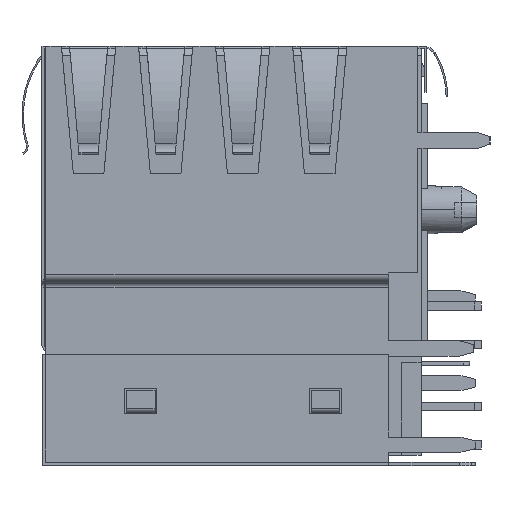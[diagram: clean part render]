
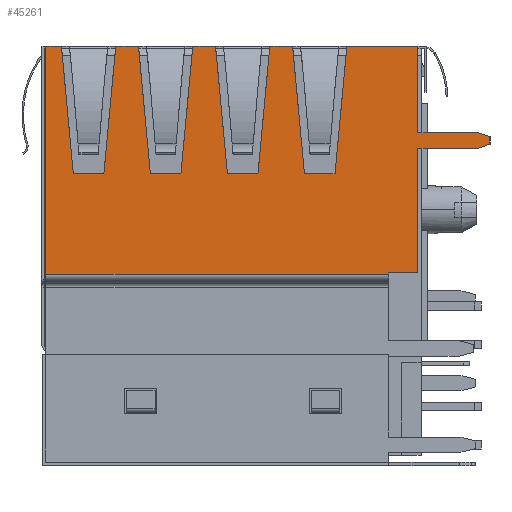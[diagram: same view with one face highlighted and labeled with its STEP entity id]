
A CAD part, left-side view. The second image highlights one B-rep face of the part: STEP entity #45261.
In plain terms, the highlighted planar face has unit normal (-1, 0, 0).
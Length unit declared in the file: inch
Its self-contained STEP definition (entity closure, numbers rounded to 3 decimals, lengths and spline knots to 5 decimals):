
#297=DIRECTION('',(0.,0.,-1.));
#298=VECTOR('',#297,0.005);
#299=CARTESIAN_POINT('',(-1.165,-0.404,-0.0525));
#300=LINE('',#299,#298);
#1688=DIRECTION('',(0.,-1.,0.));
#1689=VECTOR('',#1688,0.1845);
#1690=CARTESIAN_POINT('',(-1.165,-0.2955,0.5345));
#1691=LINE('',#1690,#1689);
#1712=DIRECTION('',(0.,-1.,0.));
#1713=VECTOR('',#1712,0.059);
#1714=CARTESIAN_POINT('',(-1.165,-0.0955,0.5345));
#1715=LINE('',#1714,#1713);
#1736=DIRECTION('',(0.,-1.,0.));
#1737=VECTOR('',#1736,0.059);
#1738=CARTESIAN_POINT('',(-1.165,0.1045,0.5345));
#1739=LINE('',#1738,#1737);
#1760=DIRECTION('',(0.,-1.,0.));
#1761=VECTOR('',#1760,0.059);
#1762=CARTESIAN_POINT('',(-1.165,0.3045,0.5345));
#1763=LINE('',#1762,#1761);
#1784=DIRECTION('',(0.,-1.,0.));
#1785=VECTOR('',#1784,0.0405);
#1786=CARTESIAN_POINT('',(-1.165,0.486,0.5345));
#1787=LINE('',#1786,#1785);
#13104=DIRECTION('',(0.,0.,1.));
#13105=VECTOR('',#13104,0.322);
#13106=CARTESIAN_POINT('',(-1.165,-0.48,-0.0525));
#13107=LINE('',#13106,#13105);
#13120=DIRECTION('',(0.,0.,1.));
#13121=VECTOR('',#13120,0.225);
#13122=CARTESIAN_POINT('',(-1.165,-0.48,0.3095));
#13123=LINE('',#13122,#13121);
#13204=DIRECTION('',(0.,-1.,0.));
#13205=VECTOR('',#13204,0.157);
#13206=CARTESIAN_POINT('',(-1.165,-0.48,0.2695));
#13207=LINE('',#13206,#13205);
#13220=DIRECTION('',(0.,0.,1.));
#13221=VECTOR('',#13220,0.592);
#13222=CARTESIAN_POINT('',(-1.165,0.486,-0.0575));
#13223=LINE('',#13222,#13221);
#13224=DIRECTION('',(0.,-0.092,-0.996));
#13225=VECTOR('',#13224,0.33343);
#13226=CARTESIAN_POINT('',(-1.165,0.4455,0.5345));
#13227=LINE('',#13226,#13225);
#13228=DIRECTION('',(0.,-1.,0.));
#13229=VECTOR('',#13228,0.0794);
#13230=CARTESIAN_POINT('',(-1.165,0.4147,0.2025));
#13231=LINE('',#13230,#13229);
#13232=DIRECTION('',(0.,-0.092,0.996));
#13233=VECTOR('',#13232,0.33343);
#13234=CARTESIAN_POINT('',(-1.165,0.3353,0.2025));
#13235=LINE('',#13234,#13233);
#13236=DIRECTION('',(0.,-0.092,-0.996));
#13237=VECTOR('',#13236,0.33343);
#13238=CARTESIAN_POINT('',(-1.165,0.2455,0.5345));
#13239=LINE('',#13238,#13237);
#13240=DIRECTION('',(0.,-1.,0.));
#13241=VECTOR('',#13240,0.0794);
#13242=CARTESIAN_POINT('',(-1.165,0.2147,0.2025));
#13243=LINE('',#13242,#13241);
#13244=DIRECTION('',(0.,-0.092,0.996));
#13245=VECTOR('',#13244,0.33343);
#13246=CARTESIAN_POINT('',(-1.165,0.1353,0.2025));
#13247=LINE('',#13246,#13245);
#13248=DIRECTION('',(0.,-0.092,-0.996));
#13249=VECTOR('',#13248,0.33343);
#13250=CARTESIAN_POINT('',(-1.165,0.0455,0.5345));
#13251=LINE('',#13250,#13249);
#13252=DIRECTION('',(0.,-1.,0.));
#13253=VECTOR('',#13252,0.0794);
#13254=CARTESIAN_POINT('',(-1.165,0.0147,0.2025));
#13255=LINE('',#13254,#13253);
#13256=DIRECTION('',(0.,-0.092,0.996));
#13257=VECTOR('',#13256,0.33343);
#13258=CARTESIAN_POINT('',(-1.165,-0.0647,0.2025));
#13259=LINE('',#13258,#13257);
#13260=DIRECTION('',(0.,-0.092,-0.996));
#13261=VECTOR('',#13260,0.33343);
#13262=CARTESIAN_POINT('',(-1.165,-0.1545,0.5345));
#13263=LINE('',#13262,#13261);
#13264=DIRECTION('',(0.,-1.,0.));
#13265=VECTOR('',#13264,0.0794);
#13266=CARTESIAN_POINT('',(-1.165,-0.1853,0.2025));
#13267=LINE('',#13266,#13265);
#13268=DIRECTION('',(0.,-0.092,0.996));
#13269=VECTOR('',#13268,0.33343);
#13270=CARTESIAN_POINT('',(-1.165,-0.2647,0.2025));
#13271=LINE('',#13270,#13269);
#13276=DIRECTION('',(0.,-1.,0.));
#13277=VECTOR('',#13276,0.157);
#13278=CARTESIAN_POINT('',(-1.165,-0.48,0.3095));
#13279=LINE('',#13278,#13277);
#13352=DIRECTION('',(0.,-0.949,0.316));
#13353=VECTOR('',#13352,0.03162);
#13354=CARTESIAN_POINT('',(-1.165,-0.637,0.2695));
#13355=LINE('',#13354,#13353);
#13364=DIRECTION('',(0.,0.,1.));
#13365=VECTOR('',#13364,0.02);
#13366=CARTESIAN_POINT('',(-1.165,-0.667,0.2795));
#13367=LINE('',#13366,#13365);
#13380=DIRECTION('',(0.,-0.949,-0.316));
#13381=VECTOR('',#13380,0.03162);
#13382=CARTESIAN_POINT('',(-1.165,-0.637,0.3095));
#13383=LINE('',#13382,#13381);
#14024=DIRECTION('',(0.,-1.,0.));
#14025=VECTOR('',#14024,0.89);
#14026=CARTESIAN_POINT('',(-1.165,0.486,-0.0575));
#14027=LINE('',#14026,#14025);
#14900=DIRECTION('',(0.,1.,0.));
#14901=VECTOR('',#14900,0.076);
#14902=CARTESIAN_POINT('',(-1.165,-0.48,-0.0525));
#14903=LINE('',#14902,#14901);
#21825=CARTESIAN_POINT('',(-1.165,-0.48,-0.0525));
#21827=VERTEX_POINT('',#21825);
#21898=CARTESIAN_POINT('',(-1.165,0.4455,0.5345));
#21900=VERTEX_POINT('',#21898);
#21902=CARTESIAN_POINT('',(-1.165,0.3045,0.5345));
#21904=VERTEX_POINT('',#21902);
#21906=CARTESIAN_POINT('',(-1.165,0.4147,0.2025));
#21907=VERTEX_POINT('',#21906);
#21908=CARTESIAN_POINT('',(-1.165,0.3353,0.2025));
#21909=VERTEX_POINT('',#21908);
#21922=CARTESIAN_POINT('',(-1.165,0.2455,0.5345));
#21924=VERTEX_POINT('',#21922);
#21926=CARTESIAN_POINT('',(-1.165,0.1045,0.5345));
#21928=VERTEX_POINT('',#21926);
#21930=CARTESIAN_POINT('',(-1.165,0.2147,0.2025));
#21931=VERTEX_POINT('',#21930);
#21932=CARTESIAN_POINT('',(-1.165,0.1353,0.2025));
#21933=VERTEX_POINT('',#21932);
#22022=CARTESIAN_POINT('',(-1.165,-0.48,0.2695));
#22024=VERTEX_POINT('',#22022);
#22030=CARTESIAN_POINT('',(-1.165,-0.48,0.3095));
#22032=VERTEX_POINT('',#22030);
#22038=CARTESIAN_POINT('',(-1.165,-0.637,0.3095));
#22040=VERTEX_POINT('',#22038);
#22042=CARTESIAN_POINT('',(-1.165,-0.667,0.2995));
#22044=VERTEX_POINT('',#22042);
#22046=CARTESIAN_POINT('',(-1.165,-0.637,0.2695));
#22048=VERTEX_POINT('',#22046);
#22050=CARTESIAN_POINT('',(-1.165,-0.667,0.2795));
#22052=VERTEX_POINT('',#22050);
#22308=CARTESIAN_POINT('',(-1.165,-0.48,0.5345));
#22309=VERTEX_POINT('',#22308);
#23352=CARTESIAN_POINT('',(-1.165,0.0455,0.5345));
#23354=VERTEX_POINT('',#23352);
#23356=CARTESIAN_POINT('',(-1.165,-0.0955,0.5345));
#23358=VERTEX_POINT('',#23356);
#23360=CARTESIAN_POINT('',(-1.165,0.0147,0.2025));
#23361=VERTEX_POINT('',#23360);
#23362=CARTESIAN_POINT('',(-1.165,-0.0647,0.2025));
#23363=VERTEX_POINT('',#23362);
#23376=CARTESIAN_POINT('',(-1.165,-0.1545,0.5345));
#23378=VERTEX_POINT('',#23376);
#23380=CARTESIAN_POINT('',(-1.165,-0.2955,0.5345));
#23382=VERTEX_POINT('',#23380);
#23384=CARTESIAN_POINT('',(-1.165,-0.1853,0.2025));
#23385=VERTEX_POINT('',#23384);
#23386=CARTESIAN_POINT('',(-1.165,-0.2647,0.2025));
#23387=VERTEX_POINT('',#23386);
#23408=CARTESIAN_POINT('',(-1.165,-0.404,-0.0575));
#23410=VERTEX_POINT('',#23408);
#23429=CARTESIAN_POINT('',(-1.165,-0.404,-0.0525));
#23431=VERTEX_POINT('',#23429);
#23450=CARTESIAN_POINT('',(-1.165,0.486,0.5345));
#23452=VERTEX_POINT('',#23450);
#23462=CARTESIAN_POINT('',(-1.165,0.486,-0.0575));
#23463=VERTEX_POINT('',#23462);
#45207=CARTESIAN_POINT('',(-1.165,0.496,0.5275));
#45208=DIRECTION('',(-1.,0.,0.));
#45209=DIRECTION('',(0.,-1.,0.));
#45210=AXIS2_PLACEMENT_3D('',#45207,#45208,#45209);
#45211=PLANE('',#45210);
#45212=ORIENTED_EDGE('',*,*,#45087,.F.);
#45214=ORIENTED_EDGE('',*,*,#45213,.T.);
#45216=ORIENTED_EDGE('',*,*,#45215,.T.);
#45218=ORIENTED_EDGE('',*,*,#45217,.F.);
#45220=ORIENTED_EDGE('',*,*,#45219,.F.);
#45221=ORIENTED_EDGE('',*,*,#45183,.F.);
#45222=ORIENTED_EDGE('',*,*,#45059,.F.);
#45224=ORIENTED_EDGE('',*,*,#45223,.T.);
#45225=ORIENTED_EDGE('',*,*,#28107,.T.);
#45227=ORIENTED_EDGE('',*,*,#45226,.F.);
#45229=ORIENTED_EDGE('',*,*,#45228,.T.);
#45230=ORIENTED_EDGE('',*,*,#29191,.T.);
#45232=ORIENTED_EDGE('',*,*,#45231,.T.);
#45234=ORIENTED_EDGE('',*,*,#45233,.T.);
#45236=ORIENTED_EDGE('',*,*,#45235,.T.);
#45237=ORIENTED_EDGE('',*,*,#29179,.T.);
#45239=ORIENTED_EDGE('',*,*,#45238,.T.);
#45241=ORIENTED_EDGE('',*,*,#45240,.T.);
#45243=ORIENTED_EDGE('',*,*,#45242,.T.);
#45244=ORIENTED_EDGE('',*,*,#29167,.T.);
#45246=ORIENTED_EDGE('',*,*,#45245,.T.);
#45248=ORIENTED_EDGE('',*,*,#45247,.T.);
#45250=ORIENTED_EDGE('',*,*,#45249,.T.);
#45251=ORIENTED_EDGE('',*,*,#29155,.T.);
#45253=ORIENTED_EDGE('',*,*,#45252,.T.);
#45255=ORIENTED_EDGE('',*,*,#45254,.T.);
#45257=ORIENTED_EDGE('',*,*,#45256,.T.);
#45258=ORIENTED_EDGE('',*,*,#29143,.T.);
#45259=EDGE_LOOP('',(#45212,#45214,#45216,#45218,#45220,#45221,#45222,#45224,
#45225,#45227,#45229,#45230,#45232,#45234,#45236,#45237,#45239,#45241,#45243,
#45244,#45246,#45248,#45250,#45251,#45253,#45255,#45257,#45258));
#45260=FACE_OUTER_BOUND('',#45259,.F.);
#45261=ADVANCED_FACE('',(#45260),#45211,.T.);
#28107=EDGE_CURVE('',#23431,#23410,#300,.T.);
#29143=EDGE_CURVE('',#23382,#22309,#1691,.T.);
#29155=EDGE_CURVE('',#23358,#23378,#1715,.T.);
#29167=EDGE_CURVE('',#21928,#23354,#1739,.T.);
#29179=EDGE_CURVE('',#21904,#21924,#1763,.T.);
#29191=EDGE_CURVE('',#23452,#21900,#1787,.T.);
#45059=EDGE_CURVE('',#21827,#22024,#13107,.T.);
#45087=EDGE_CURVE('',#22032,#22309,#13123,.T.);
#45183=EDGE_CURVE('',#22024,#22048,#13207,.T.);
#45213=EDGE_CURVE('',#22032,#22040,#13279,.T.);
#45215=EDGE_CURVE('',#22040,#22044,#13383,.T.);
#45217=EDGE_CURVE('',#22052,#22044,#13367,.T.);
#45219=EDGE_CURVE('',#22048,#22052,#13355,.T.);
#45223=EDGE_CURVE('',#21827,#23431,#14903,.T.);
#45226=EDGE_CURVE('',#23463,#23410,#14027,.T.);
#45228=EDGE_CURVE('',#23463,#23452,#13223,.T.);
#45231=EDGE_CURVE('',#21900,#21907,#13227,.T.);
#45233=EDGE_CURVE('',#21907,#21909,#13231,.T.);
#45235=EDGE_CURVE('',#21909,#21904,#13235,.T.);
#45238=EDGE_CURVE('',#21924,#21931,#13239,.T.);
#45240=EDGE_CURVE('',#21931,#21933,#13243,.T.);
#45242=EDGE_CURVE('',#21933,#21928,#13247,.T.);
#45245=EDGE_CURVE('',#23354,#23361,#13251,.T.);
#45247=EDGE_CURVE('',#23361,#23363,#13255,.T.);
#45249=EDGE_CURVE('',#23363,#23358,#13259,.T.);
#45252=EDGE_CURVE('',#23378,#23385,#13263,.T.);
#45254=EDGE_CURVE('',#23385,#23387,#13267,.T.);
#45256=EDGE_CURVE('',#23387,#23382,#13271,.T.);
